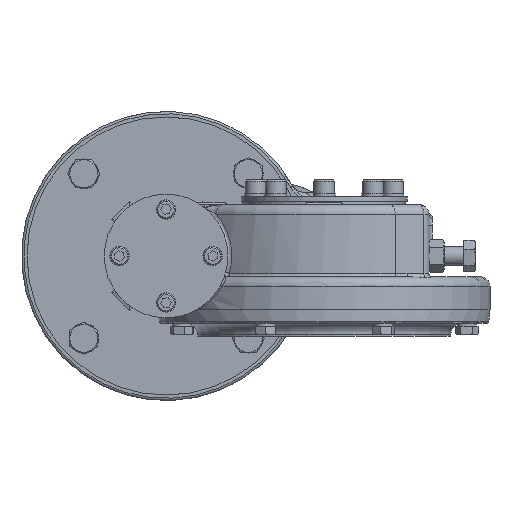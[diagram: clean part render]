
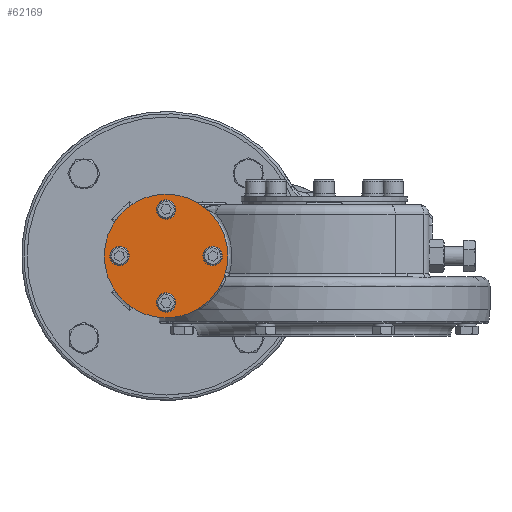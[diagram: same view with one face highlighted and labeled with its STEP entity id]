
A CAD part, left-side view. The second image highlights one B-rep face of the part: STEP entity #62169.
In plain terms, the highlighted planar face has unit normal (-1, 0, 0).
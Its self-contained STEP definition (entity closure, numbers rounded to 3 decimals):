
#3082=PLANE('',#65505);
#14967=ORIENTED_EDGE('',*,*,#24370,.F.);
#14968=ORIENTED_EDGE('',*,*,#24369,.F.);
#14969=ORIENTED_EDGE('',*,*,#24368,.F.);
#14970=ORIENTED_EDGE('',*,*,#24367,.F.);
#14971=ORIENTED_EDGE('',*,*,#24488,.T.);
#24367=EDGE_CURVE('',#29523,#29523,#32281,.T.);
#24368=EDGE_CURVE('',#29524,#29524,#32282,.T.);
#24369=EDGE_CURVE('',#29525,#29525,#32283,.T.);
#24370=EDGE_CURVE('',#29526,#29526,#32284,.T.);
#24488=EDGE_CURVE('',#29632,#29632,#32370,.T.);
#29523=VERTEX_POINT('',#89116);
#29524=VERTEX_POINT('',#89119);
#29525=VERTEX_POINT('',#89122);
#29526=VERTEX_POINT('',#89125);
#29632=VERTEX_POINT('',#89453);
#32281=CIRCLE('',#65382,8.3);
#32282=CIRCLE('',#65384,8.3);
#32283=CIRCLE('',#65386,8.3);
#32284=CIRCLE('',#65388,8.3);
#32370=CIRCLE('',#65506,53.125);
#34836=EDGE_LOOP('',(#14967));
#34837=EDGE_LOOP('',(#14968));
#34838=EDGE_LOOP('',(#14969));
#34839=EDGE_LOOP('',(#14970));
#34840=EDGE_LOOP('',(#14971));
#38397=FACE_BOUND('',#34836,.T.);
#38398=FACE_BOUND('',#34837,.T.);
#38399=FACE_BOUND('',#34838,.T.);
#38400=FACE_BOUND('',#34839,.T.);
#38401=FACE_BOUND('',#34840,.T.);
#62169=ADVANCED_FACE('',(#38397,#38398,#38399,#38400,#38401),#3082,.T.);
#65382=AXIS2_PLACEMENT_3D('',#89115,#72830,#72831);
#65384=AXIS2_PLACEMENT_3D('',#89118,#72834,#72835);
#65386=AXIS2_PLACEMENT_3D('',#89121,#72838,#72839);
#65388=AXIS2_PLACEMENT_3D('',#89124,#72842,#72843);
#65505=AXIS2_PLACEMENT_3D('',#89451,#73092,#73093);
#65506=AXIS2_PLACEMENT_3D('',#89452,#73094,#73095);
#72830=DIRECTION('',(-1.,0.,0.));
#72831=DIRECTION('',(0.,-0.804,0.595));
#72834=DIRECTION('',(-1.,0.,0.));
#72835=DIRECTION('',(0.,0.804,-0.595));
#72838=DIRECTION('',(-1.,0.,0.));
#72839=DIRECTION('',(0.,0.595,0.804));
#72842=DIRECTION('',(-1.,0.,0.));
#72843=DIRECTION('',(0.,-0.595,-0.804));
#73092=DIRECTION('',(-1.,0.,0.));
#73093=DIRECTION('',(0.,0.,1.));
#73094=DIRECTION('',(-1.,0.,0.));
#73095=DIRECTION('',(0.,0.,1.));
#89115=CARTESIAN_POINT('',(-127.25,135.915,0.));
#89116=CARTESIAN_POINT('',(-127.25,129.244,4.939));
#89118=CARTESIAN_POINT('',(-127.25,135.915,80.));
#89119=CARTESIAN_POINT('',(-127.25,142.586,75.061));
#89121=CARTESIAN_POINT('',(-127.25,95.915,40.));
#89122=CARTESIAN_POINT('',(-127.25,100.854,46.671));
#89124=CARTESIAN_POINT('',(-127.25,175.915,40.));
#89125=CARTESIAN_POINT('',(-127.25,170.976,33.329));
#89451=CARTESIAN_POINT('',(-127.25,135.915,40.));
#89452=CARTESIAN_POINT('',(-127.25,135.915,40.));
#89453=CARTESIAN_POINT('',(-127.25,135.915,93.125));
